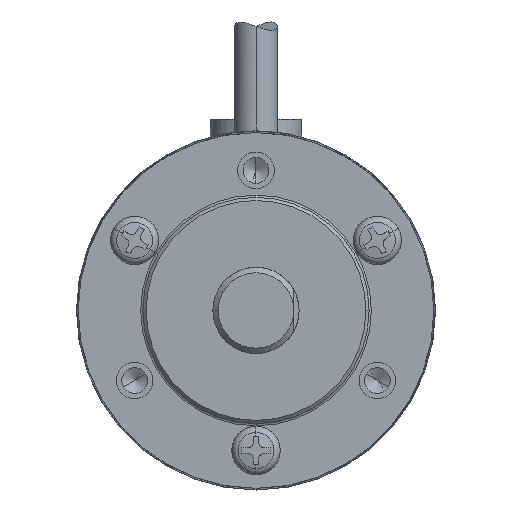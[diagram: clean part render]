
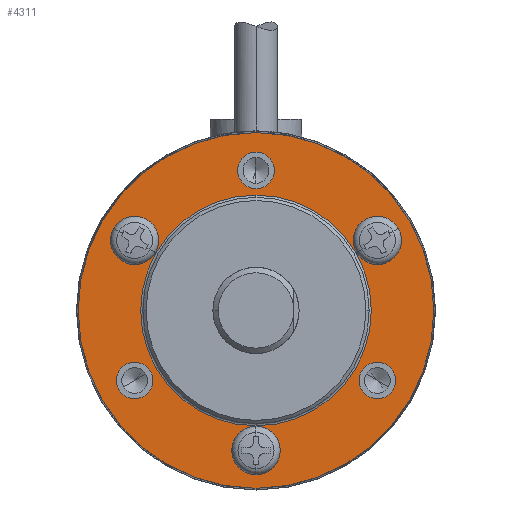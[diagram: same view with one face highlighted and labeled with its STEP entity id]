
A CAD part, left-side view. The second image highlights one B-rep face of the part: STEP entity #4311.
In plain terms, the highlighted planar face has unit normal (-1, 0, 0).
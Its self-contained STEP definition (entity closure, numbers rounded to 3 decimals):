
#1757=VERTEX_POINT('',#4913);
#1775=VERTEX_POINT('',#4931);
#1789=EDGE_CURVE('',#4243,#4687,#4946,.T.);
#1829=VERTEX_POINT('',#4988);
#1889=EDGE_CURVE('',#1829,#3015,#5060,.T.);
#2029=EDGE_CURVE('',#2561,#3255,#5211,.T.);
#2059=EDGE_CURVE('',#3723,#3351,#5245,.T.);
#2237=EDGE_CURVE('',#1757,#4247,#5444,.T.);
#2293=EDGE_CURVE('',#4687,#4243,#5506,.T.);
#2343=EDGE_CURVE('',#3533,#3303,#5565,.T.);
#2429=EDGE_CURVE('',#2489,#4655,#5660,.T.);
#2451=EDGE_CURVE('',#3255,#2561,#5688,.T.);
#2489=VERTEX_POINT('',#5730);
#2561=VERTEX_POINT('',#5813);
#2593=EDGE_CURVE('',#3351,#3723,#5848,.T.);
#2787=VERTEX_POINT('',#6063);
#2795=EDGE_CURVE('',#4655,#2489,#6072,.T.);
#3015=VERTEX_POINT('',#6312);
#3063=EDGE_CURVE('',#1775,#2787,#6363,.T.);
#3129=EDGE_CURVE('',#3303,#3533,#6434,.T.);
#3255=VERTEX_POINT('',#6571);
#3303=VERTEX_POINT('',#6624);
#3351=VERTEX_POINT('',#6675);
#3533=VERTEX_POINT('',#6873);
#3723=VERTEX_POINT('',#7093);
#4029=EDGE_CURVE('',#4457,#1757,#7425,.T.);
#4103=EDGE_CURVE('',#3015,#1829,#7507,.T.);
#4179=EDGE_CURVE('',#2787,#1775,#7593,.T.);
#4243=VERTEX_POINT('',#7663);
#4247=VERTEX_POINT('',#7667);
#4311=ADVANCED_FACE('',(#7735,#7736,#7737,#7738,#7739,#7740,#7741,#7742),#7743,.T.);
#4457=VERTEX_POINT('',#7899);
#4461=EDGE_CURVE('',#4247,#4457,#7903,.T.);
#4655=VERTEX_POINT('',#8118);
#4687=VERTEX_POINT('',#8151);
#4913=CARTESIAN_POINT('',(1.8,0.,10.7));
#4931=CARTESIAN_POINT('',(1.8,-9.786,-5.65));
#4946=CIRCLE('',#8510,16.5);
#4988=CARTESIAN_POINT('',(1.8,0.0,-10.75));
#5060=CIRCLE('',#8699,2.25);
#5211=CIRCLE('',#8987,2.25);
#5245=CIRCLE('',#9063,2.25);
#5444=CIRCLE('',#9404,10.7);
#5506=CIRCLE('',#9495,16.5);
#5565=CIRCLE('',#9568,1.7);
#5660=CIRCLE('',#9717,1.7);
#5688=CIRCLE('',#9751,2.25);
#5730=CARTESIAN_POINT('',(1.8,0.,14.7));
#5813=CARTESIAN_POINT('',(1.8,-9.31,5.375));
#5848=CIRCLE('',#10029,2.25);
#6063=CARTESIAN_POINT('',(1.8,-12.731,-7.35));
#6072=CIRCLE('',#10435,1.7);
#6312=CARTESIAN_POINT('',(1.8,0.,-15.25));
#6363=CIRCLE('',#10937,1.7);
#6434=CIRCLE('',#11157,1.7);
#6571=CARTESIAN_POINT('',(1.8,-13.207,7.625));
#6624=CARTESIAN_POINT('',(1.8,9.786,-5.65));
#6675=CARTESIAN_POINT('',(1.8,13.207,7.625));
#6873=CARTESIAN_POINT('',(1.8,12.731,-7.35));
#7093=CARTESIAN_POINT('',(1.8,9.31,5.375));
#7425=CIRCLE('',#12906,10.7);
#7507=CIRCLE('',#13061,2.25);
#7593=CIRCLE('',#13181,1.7);
#7663=CARTESIAN_POINT('',(1.8,-16.5,0.));
#7667=CARTESIAN_POINT('',(1.8,0.,-10.7));
#7735=FACE_BOUND('',#13430,.T.);
#7736=FACE_BOUND('',#13431,.T.);
#7737=FACE_BOUND('',#13432,.T.);
#7738=FACE_BOUND('',#13433,.T.);
#7739=FACE_BOUND('',#13434,.T.);
#7740=FACE_BOUND('',#13435,.T.);
#7741=FACE_OUTER_BOUND('',#13436,.T.);
#7742=FACE_BOUND('',#13437,.T.);
#7743=PLANE('',#13438);
#7899=CARTESIAN_POINT('',(1.8,10.7,0.0));
#7903=CIRCLE('',#13672,10.7);
#8118=CARTESIAN_POINT('',(1.8,0.0,11.3));
#8151=CARTESIAN_POINT('',(1.8,16.5,0.0));
#8510=AXIS2_PLACEMENT_3D('',#14302,#14303,#14304);
#8699=AXIS2_PLACEMENT_3D('',#14448,#14449,#14450);
#8987=AXIS2_PLACEMENT_3D('',#14626,#14627,#14628);
#9063=AXIS2_PLACEMENT_3D('',#14685,#14686,#14687);
#9404=AXIS2_PLACEMENT_3D('',#14920,#14921,#14922);
#9495=AXIS2_PLACEMENT_3D('',#14988,#14989,#14990);
#9568=AXIS2_PLACEMENT_3D('',#15080,#15081,#15082);
#9717=AXIS2_PLACEMENT_3D('',#15173,#15174,#15175);
#9751=AXIS2_PLACEMENT_3D('',#15221,#15222,#15223);
#10029=AXIS2_PLACEMENT_3D('',#15448,#15449,#15450);
#10435=AXIS2_PLACEMENT_3D('',#15731,#15732,#15733);
#10937=AXIS2_PLACEMENT_3D('',#16068,#16069,#16070);
#11157=AXIS2_PLACEMENT_3D('',#16137,#16138,#16139);
#12906=AXIS2_PLACEMENT_3D('',#17342,#17343,#17344);
#13061=AXIS2_PLACEMENT_3D('',#17435,#17436,#17437);
#13181=AXIS2_PLACEMENT_3D('',#17554,#17555,#17556);
#13430=EDGE_LOOP('',(#17714,#17715));
#13431=EDGE_LOOP('',(#17716,#17717));
#13432=EDGE_LOOP('',(#17718,#17719));
#13433=EDGE_LOOP('',(#17720,#17721));
#13434=EDGE_LOOP('',(#17722,#17723));
#13435=EDGE_LOOP('',(#17724,#17725));
#13436=EDGE_LOOP('',(#17726,#17727));
#13437=EDGE_LOOP('',(#17728,#17729,#17730));
#13438=AXIS2_PLACEMENT_3D('',#17731,#17732,#17733);
#13672=AXIS2_PLACEMENT_3D('',#17916,#17917,#17918);
#14302=CARTESIAN_POINT('',(1.8,0.0,0.0));
#14303=DIRECTION('',(1.0,0.0,0.0));
#14304=DIRECTION('',(0.0,1.0,0.0));
#14448=CARTESIAN_POINT('',(1.8,0.0,-13.0));
#14449=DIRECTION('',(1.0,0.0,-0.0));
#14450=DIRECTION('',(0.0,0.0,1.0));
#14626=CARTESIAN_POINT('',(1.8,-11.258,6.5));
#14627=DIRECTION('',(1.0,-0.0,0.0));
#14628=DIRECTION('',(0.0,0.866,-0.5));
#14685=CARTESIAN_POINT('',(1.8,11.258,6.5));
#14686=DIRECTION('',(1.0,0.0,0.0));
#14687=DIRECTION('',(0.0,-0.866,-0.5));
#14920=CARTESIAN_POINT('',(1.8,0.0,0.0));
#14921=DIRECTION('',(1.0,0.0,0.0));
#14922=DIRECTION('',(0.0,1.0,0.0));
#14988=CARTESIAN_POINT('',(1.8,0.0,0.0));
#14989=DIRECTION('',(1.0,0.0,0.0));
#14990=DIRECTION('',(0.0,1.0,0.0));
#15080=CARTESIAN_POINT('',(1.8,11.258,-6.5));
#15081=DIRECTION('',(1.0,0.0,-0.0));
#15082=DIRECTION('',(0.0,-0.866,0.5));
#15173=CARTESIAN_POINT('',(1.8,0.0,13.0));
#15174=DIRECTION('',(1.0,-0.0,0.0));
#15175=DIRECTION('',(0.0,0.0,-1.0));
#15221=CARTESIAN_POINT('',(1.8,-11.258,6.5));
#15222=DIRECTION('',(1.0,-0.0,0.0));
#15223=DIRECTION('',(0.0,0.866,-0.5));
#15448=CARTESIAN_POINT('',(1.8,11.258,6.5));
#15449=DIRECTION('',(1.0,0.0,0.0));
#15450=DIRECTION('',(0.0,-0.866,-0.5));
#15731=CARTESIAN_POINT('',(1.8,0.0,13.0));
#15732=DIRECTION('',(1.0,-0.0,0.0));
#15733=DIRECTION('',(0.0,0.0,-1.0));
#16068=CARTESIAN_POINT('',(1.8,-11.258,-6.5));
#16069=DIRECTION('',(1.0,0.0,-0.0));
#16070=DIRECTION('',(0.0,0.866,0.5));
#16137=CARTESIAN_POINT('',(1.8,11.258,-6.5));
#16138=DIRECTION('',(1.0,0.0,-0.0));
#16139=DIRECTION('',(0.0,-0.866,0.5));
#17342=CARTESIAN_POINT('',(1.8,0.0,0.0));
#17343=DIRECTION('',(1.0,0.0,0.0));
#17344=DIRECTION('',(0.0,1.0,0.0));
#17435=CARTESIAN_POINT('',(1.8,0.0,-13.0));
#17436=DIRECTION('',(1.0,0.0,-0.0));
#17437=DIRECTION('',(0.0,0.0,1.0));
#17554=CARTESIAN_POINT('',(1.8,-11.258,-6.5));
#17555=DIRECTION('',(1.0,0.0,-0.0));
#17556=DIRECTION('',(0.0,0.866,0.5));
#17714=ORIENTED_EDGE('',*,*,#3129,.T.);
#17715=ORIENTED_EDGE('',*,*,#2343,.T.);
#17716=ORIENTED_EDGE('',*,*,#3063,.T.);
#17717=ORIENTED_EDGE('',*,*,#4179,.T.);
#17718=ORIENTED_EDGE('',*,*,#2795,.T.);
#17719=ORIENTED_EDGE('',*,*,#2429,.T.);
#17720=ORIENTED_EDGE('',*,*,#2059,.T.);
#17721=ORIENTED_EDGE('',*,*,#2593,.T.);
#17722=ORIENTED_EDGE('',*,*,#1889,.T.);
#17723=ORIENTED_EDGE('',*,*,#4103,.T.);
#17724=ORIENTED_EDGE('',*,*,#2029,.T.);
#17725=ORIENTED_EDGE('',*,*,#2451,.T.);
#17726=ORIENTED_EDGE('',*,*,#2293,.F.);
#17727=ORIENTED_EDGE('',*,*,#1789,.F.);
#17728=ORIENTED_EDGE('',*,*,#4029,.T.);
#17729=ORIENTED_EDGE('',*,*,#2237,.T.);
#17730=ORIENTED_EDGE('',*,*,#4461,.T.);
#17731=CARTESIAN_POINT('',(1.8,13.6,0.0));
#17732=DIRECTION('',(-1.0,-0.0,0.0));
#17733=DIRECTION('',(0.0,-1.0,-0.0));
#17916=CARTESIAN_POINT('',(1.8,0.0,0.0));
#17917=DIRECTION('',(1.0,0.0,0.0));
#17918=DIRECTION('',(0.0,1.0,0.0));
